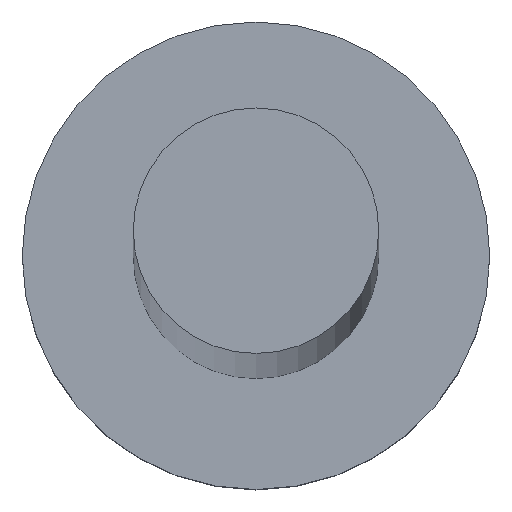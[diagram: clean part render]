
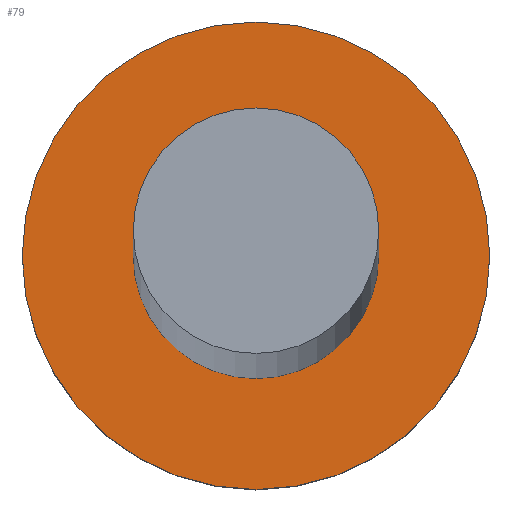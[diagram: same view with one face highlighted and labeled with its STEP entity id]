
A CAD part, top view. The second image highlights one B-rep face of the part: STEP entity #79.
In plain terms, the highlighted planar face has unit normal (0, 0, 1).
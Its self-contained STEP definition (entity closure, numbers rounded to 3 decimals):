
#3 = CIRCLE ( 'NONE', #251, 2.1 ) ;
#9 = CARTESIAN_POINT ( 'NONE',  ( -2.1, 0., 4. ) ) ;
#12 = CARTESIAN_POINT ( 'NONE',  ( 0., 0., 4. ) ) ;
#15 = DIRECTION ( 'NONE',  ( 0., 0., 1. ) ) ;
#18 = EDGE_LOOP ( 'NONE', ( #220, #228 ) ) ;
#19 = PLANE ( 'NONE',  #133 ) ;
#22 = DIRECTION ( 'NONE',  ( 0., 0., 1. ) ) ;
#30 = VERTEX_POINT ( 'NONE', #184 ) ;
#44 = CIRCLE ( 'NONE', #149, 2.1 ) ;
#68 = EDGE_LOOP ( 'NONE', ( #210, #84 ) ) ;
#74 = CARTESIAN_POINT ( 'NONE',  ( 0., 0., 4. ) ) ;
#79 = ADVANCED_FACE ( 'NONE', ( #227, #146 ), #19, .T. ) ;
#84 = ORIENTED_EDGE ( 'NONE', *, *, #145, .T. ) ;
#105 = VERTEX_POINT ( 'NONE', #244 ) ;
#111 = DIRECTION ( 'NONE',  ( 1., 0., 0. ) ) ;
#114 = CARTESIAN_POINT ( 'NONE',  ( 4., 0., 4. ) ) ;
#116 = CARTESIAN_POINT ( 'NONE',  ( 0., 0., 4. ) ) ;
#121 = EDGE_CURVE ( 'NONE', #30, #233, #211, .T. ) ;
#123 = VERTEX_POINT ( 'NONE', #9 ) ;
#124 = DIRECTION ( 'NONE',  ( 1., 0., 0. ) ) ;
#133 = AXIS2_PLACEMENT_3D ( 'NONE', #116, #22, #158 ) ;
#138 = EDGE_CURVE ( 'NONE', #105, #123, #3, .T. ) ;
#145 = EDGE_CURVE ( 'NONE', #233, #30, #159, .T. ) ;
#146 = FACE_OUTER_BOUND ( 'NONE', #68, .T. ) ;
#147 = DIRECTION ( 'NONE',  ( 0., 0., 1. ) ) ;
#149 = AXIS2_PLACEMENT_3D ( 'NONE', #212, #190, #111 ) ;
#151 = CARTESIAN_POINT ( 'NONE',  ( 0., 0., 4. ) ) ;
#152 = DIRECTION ( 'NONE',  ( 1., 0., 0. ) ) ;
#158 = DIRECTION ( 'NONE',  ( 1., 0., 0. ) ) ;
#159 = CIRCLE ( 'NONE', #236, 4. ) ;
#166 = DIRECTION ( 'NONE',  ( 1., 0., 0. ) ) ;
#179 = AXIS2_PLACEMENT_3D ( 'NONE', #12, #15, #166 ) ;
#184 = CARTESIAN_POINT ( 'NONE',  ( -4., 0., 4. ) ) ;
#190 = DIRECTION ( 'NONE',  ( 0., 0., 1. ) ) ;
#210 = ORIENTED_EDGE ( 'NONE', *, *, #121, .T. ) ;
#211 = CIRCLE ( 'NONE', #179, 4. ) ;
#212 = CARTESIAN_POINT ( 'NONE',  ( 0., 0., 4. ) ) ;
#220 = ORIENTED_EDGE ( 'NONE', *, *, #235, .F. ) ;
#227 = FACE_BOUND ( 'NONE', #18, .T. ) ;
#228 = ORIENTED_EDGE ( 'NONE', *, *, #138, .F. ) ;
#229 = DIRECTION ( 'NONE',  ( 0., 0., 1. ) ) ;
#233 = VERTEX_POINT ( 'NONE', #114 ) ;
#235 = EDGE_CURVE ( 'NONE', #123, #105, #44, .T. ) ;
#236 = AXIS2_PLACEMENT_3D ( 'NONE', #151, #147, #152 ) ;
#244 = CARTESIAN_POINT ( 'NONE',  ( 2.1, 0., 4. ) ) ;
#251 = AXIS2_PLACEMENT_3D ( 'NONE', #74, #229, #124 ) ;
